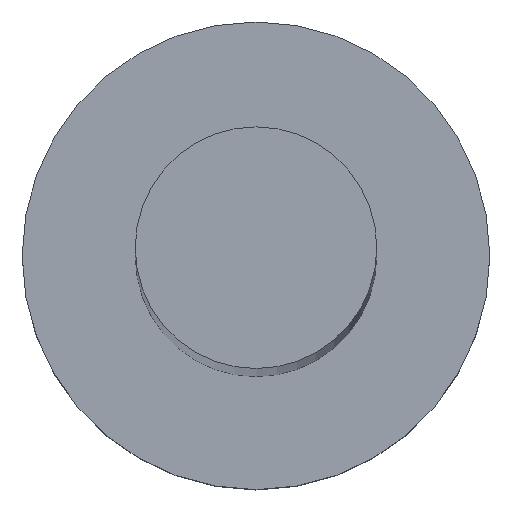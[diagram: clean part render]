
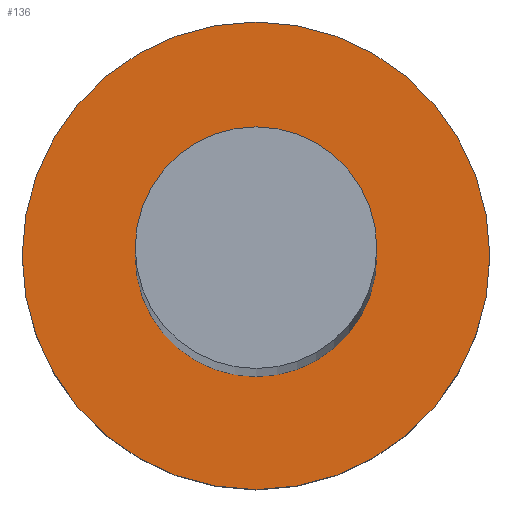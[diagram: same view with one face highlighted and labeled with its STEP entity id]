
A CAD part, top view. The second image highlights one B-rep face of the part: STEP entity #136.
In plain terms, the highlighted planar face has unit normal (0, 0, 1).
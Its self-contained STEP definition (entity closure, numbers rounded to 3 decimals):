
#8 = DIRECTION ( 'NONE',  ( 0., 0., 1. ) ) ;
#9 = VERTEX_POINT ( 'NONE', #88 ) ;
#11 = CARTESIAN_POINT ( 'NONE',  ( 0., 0., 5. ) ) ;
#12 = PLANE ( 'NONE',  #13 ) ;
#13 = AXIS2_PLACEMENT_3D ( 'NONE', #120, #8, #241 ) ;
#18 = ORIENTED_EDGE ( 'NONE', *, *, #105, .F. ) ;
#22 = EDGE_LOOP ( 'NONE', ( #156, #237 ) ) ;
#26 = DIRECTION ( 'NONE',  ( 0., 0., 1. ) ) ;
#34 = CARTESIAN_POINT ( 'NONE',  ( 0., 0., 5. ) ) ;
#42 = ORIENTED_EDGE ( 'NONE', *, *, #158, .F. ) ;
#47 = DIRECTION ( 'NONE',  ( 0., 0., 1. ) ) ;
#48 = CIRCLE ( 'NONE', #192, 3.1 ) ;
#59 = VERTEX_POINT ( 'NONE', #217 ) ;
#60 = CARTESIAN_POINT ( 'NONE',  ( -3.1, 0., 5. ) ) ;
#72 = VERTEX_POINT ( 'NONE', #60 ) ;
#73 = CIRCLE ( 'NONE', #84, 6. ) ;
#84 = AXIS2_PLACEMENT_3D ( 'NONE', #11, #101, #183 ) ;
#86 = DIRECTION ( 'NONE',  ( 0., 0., 1. ) ) ;
#88 = CARTESIAN_POINT ( 'NONE',  ( -6., 0., 5. ) ) ;
#99 = EDGE_CURVE ( 'NONE', #9, #59, #73, .T. ) ;
#101 = DIRECTION ( 'NONE',  ( 0., 0., 1. ) ) ;
#105 = EDGE_CURVE ( 'NONE', #130, #72, #138, .T. ) ;
#120 = CARTESIAN_POINT ( 'NONE',  ( 0., 0., 5. ) ) ;
#130 = VERTEX_POINT ( 'NONE', #243 ) ;
#136 = ADVANCED_FACE ( 'NONE', ( #208, #140 ), #12, .T. ) ;
#138 = CIRCLE ( 'NONE', #234, 3.1 ) ;
#139 = CARTESIAN_POINT ( 'NONE',  ( 0., 0., 5. ) ) ;
#140 = FACE_OUTER_BOUND ( 'NONE', #22, .T. ) ;
#142 = DIRECTION ( 'NONE',  ( 1., 0., 0. ) ) ;
#156 = ORIENTED_EDGE ( 'NONE', *, *, #99, .T. ) ;
#158 = EDGE_CURVE ( 'NONE', #72, #130, #48, .T. ) ;
#165 = DIRECTION ( 'NONE',  ( 1., 0., 0. ) ) ;
#167 = DIRECTION ( 'NONE',  ( 1., 0., 0. ) ) ;
#176 = EDGE_LOOP ( 'NONE', ( #42, #18 ) ) ;
#183 = DIRECTION ( 'NONE',  ( 1., 0., 0. ) ) ;
#189 = AXIS2_PLACEMENT_3D ( 'NONE', #139, #26, #167 ) ;
#192 = AXIS2_PLACEMENT_3D ( 'NONE', #223, #86, #165 ) ;
#208 = FACE_BOUND ( 'NONE', #176, .T. ) ;
#214 = EDGE_CURVE ( 'NONE', #59, #9, #238, .T. ) ;
#217 = CARTESIAN_POINT ( 'NONE',  ( 6., 0., 5. ) ) ;
#223 = CARTESIAN_POINT ( 'NONE',  ( 0., 0., 5. ) ) ;
#234 = AXIS2_PLACEMENT_3D ( 'NONE', #34, #47, #142 ) ;
#237 = ORIENTED_EDGE ( 'NONE', *, *, #214, .T. ) ;
#238 = CIRCLE ( 'NONE', #189, 6. ) ;
#241 = DIRECTION ( 'NONE',  ( 1., 0., 0. ) ) ;
#243 = CARTESIAN_POINT ( 'NONE',  ( 3.1, 0., 5. ) ) ;
